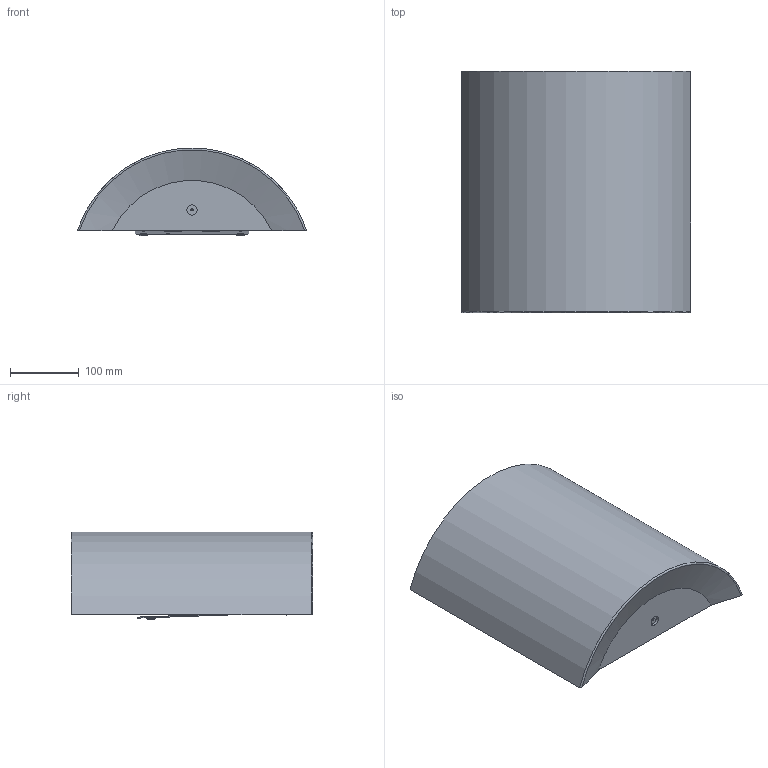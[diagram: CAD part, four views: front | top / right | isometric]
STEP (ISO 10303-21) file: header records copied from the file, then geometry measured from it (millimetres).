
FILE_DESCRIPTION (( 'STEP AP203' ), '1' );
FILE_NAME ('CELINE_P35_STEP.STEP', '2016-01-11T16:37:09', ( 'admin' ), ( '' ), 'SwSTEP 2.0', 'SolidWorks 2015', '' );
FILE_SCHEMA (( 'CONFIG_CONTROL_DESIGN' ));
Length unit declared in the file: millimetre
Products named in the file (2): CELINE_P35_STEP
Bounding box: 332.26 x 350 x 127.13 mm (x, y, z)
Volume: 782176 mm3; surface area: 454583.4 mm2
Topology: 3 solids, 3 shells, 150 faces, 386 edges, 252 vertices
Faces by surface type: cylinder 90, bspline 35, plane 23, cone 2
Entity records: 7308 total; most frequent: CARTESIAN_POINT 3575, ORIENTED_EDGE 772, DIRECTION 723, EDGE_CURVE 386, AXIS2_PLACEMENT_3D 306, VERTEX_POINT 252, EDGE_LOOP 216, CIRCLE 189
